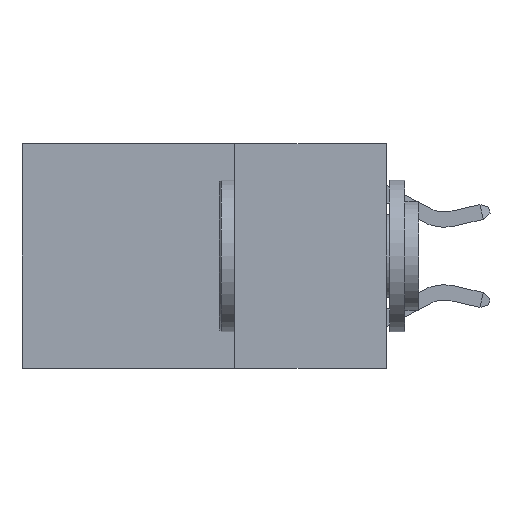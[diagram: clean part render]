
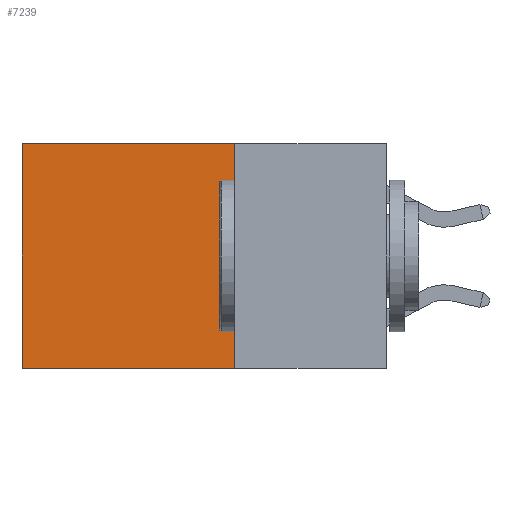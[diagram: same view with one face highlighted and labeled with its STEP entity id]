
A CAD part, left-side view. The second image highlights one B-rep face of the part: STEP entity #7239.
In plain terms, the highlighted planar face has unit normal (-1, 0, 0).
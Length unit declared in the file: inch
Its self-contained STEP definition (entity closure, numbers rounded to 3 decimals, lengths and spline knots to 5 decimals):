
#24 = VECTOR ( 'NONE', #34, 39.37008 ) ;
#34 = DIRECTION ( 'NONE',  ( 0., 1., 0. ) ) ;
#217 = VERTEX_POINT ( 'NONE', #2456 ) ;
#300 = LINE ( 'NONE', #5446, #24 ) ;
#325 = VERTEX_POINT ( 'NONE', #415 ) ;
#415 = CARTESIAN_POINT ( 'NONE',  ( 0.2625, 0.6, -0.37 ) ) ;
#722 = FACE_OUTER_BOUND ( 'NONE', #5157, .T. ) ;
#1307 = VECTOR ( 'NONE', #6439, 39.37008 ) ;
#1587 = CARTESIAN_POINT ( 'NONE',  ( 0.2625, 0.25, 0. ) ) ;
#1950 = CARTESIAN_POINT ( 'NONE',  ( 0.2625, 0.25, -0.37 ) ) ;
#2456 = CARTESIAN_POINT ( 'NONE',  ( 0.2625, 0.6, 0. ) ) ;
#3383 = LINE ( 'NONE', #7807, #1307 ) ;
#3499 = LINE ( 'NONE', #4778, #5204 ) ;
#3883 = PLANE ( 'NONE',  #4581 ) ;
#4404 = VECTOR ( 'NONE', #7231, 39.37008 ) ;
#4470 = ORIENTED_EDGE ( 'NONE', *, *, #4605, .T. ) ;
#4581 = AXIS2_PLACEMENT_3D ( 'NONE', #1587, #8868, #4602 ) ;
#4602 = DIRECTION ( 'NONE',  ( 0., 0., -1. ) ) ;
#4605 = EDGE_CURVE ( 'NONE', #217, #325, #3499, .T. ) ;
#4778 = CARTESIAN_POINT ( 'NONE',  ( 0.2625, 0.6, 0. ) ) ;
#4834 = ORIENTED_EDGE ( 'NONE', *, *, #6213, .F. ) ;
#4940 = EDGE_CURVE ( 'NONE', #9172, #9346, #8200, .T. ) ;
#5157 = EDGE_LOOP ( 'NONE', ( #4470, #4834, #7179, #6757 ) ) ;
#5204 = VECTOR ( 'NONE', #5504, 39.37008 ) ;
#5446 = CARTESIAN_POINT ( 'NONE',  ( 0.2625, 0.25, 0. ) ) ;
#5504 = DIRECTION ( 'NONE',  ( 0., 0., -1. ) ) ;
#6209 = CARTESIAN_POINT ( 'NONE',  ( 0.2625, 0.25, 0. ) ) ;
#6213 = EDGE_CURVE ( 'NONE', #9346, #325, #3383, .T. ) ;
#6439 = DIRECTION ( 'NONE',  ( 0., 1., 0. ) ) ;
#6757 = ORIENTED_EDGE ( 'NONE', *, *, #7991, .T. ) ;
#7179 = ORIENTED_EDGE ( 'NONE', *, *, #4940, .F. ) ;
#7231 = DIRECTION ( 'NONE',  ( 0., 0., -1. ) ) ;
#7239 = ADVANCED_FACE ( 'NONE', ( #722 ), #3883, .F. ) ;
#7807 = CARTESIAN_POINT ( 'NONE',  ( 0.2625, 0.25, -0.37 ) ) ;
#7931 = CARTESIAN_POINT ( 'NONE',  ( 0.2625, 0.25, 0. ) ) ;
#7991 = EDGE_CURVE ( 'NONE', #9172, #217, #300, .T. ) ;
#8200 = LINE ( 'NONE', #7931, #4404 ) ;
#8868 = DIRECTION ( 'NONE',  ( 1., 0., 0. ) ) ;
#9172 = VERTEX_POINT ( 'NONE', #6209 ) ;
#9346 = VERTEX_POINT ( 'NONE', #1950 ) ;
